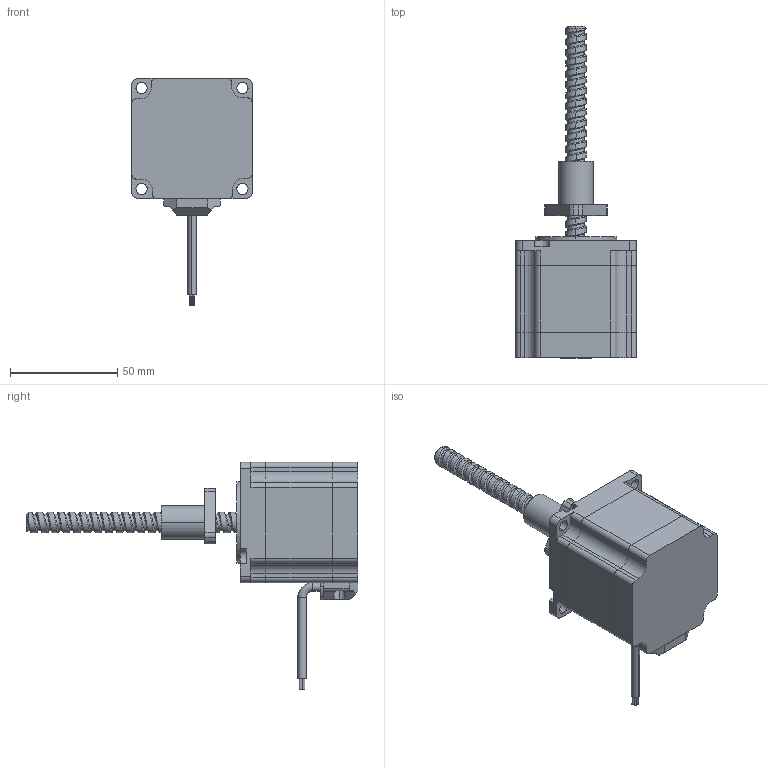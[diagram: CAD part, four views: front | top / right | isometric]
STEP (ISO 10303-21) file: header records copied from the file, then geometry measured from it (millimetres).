
FILE_DESCRIPTION (( 'STEP AP214' ), '1' );
FILE_NAME ('57E255-S5.08-3004-L100-XXX.STEP', '2023-06-09T07:35:01', ( 'MM' ), ( 'Microsoft' ), 'SwSTEP 2.0', 'SolidWorks 2020', '' );
FILE_SCHEMA (( 'AUTOMOTIVE_DESIGN' ));
Length unit declared in the file: millimetre
Products named in the file (1): 57E255-S5.08-3004-L100-XXX
Bounding box: 56.2 x 155 x 106.2 mm (x, y, z)
Volume: 172841.7 mm3; surface area: 30367.5 mm2
Topology: 4 solids, 4 shells, 265 faces, 728 edges, 481 vertices
Faces by surface type: cylinder 156, plane 98, cone 6, bspline 3, torus 2
Entity records: 21922 total; most frequent: CARTESIAN_POINT 13848, ORIENTED_EDGE 1456, DIRECTION 1379, EDGE_CURVE 728, AXIS2_PLACEMENT_3D 495, VERTEX_POINT 481, VECTOR 389, LINE 389
